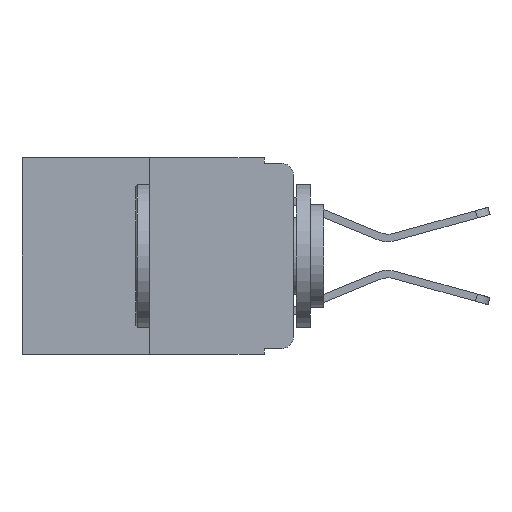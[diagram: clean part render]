
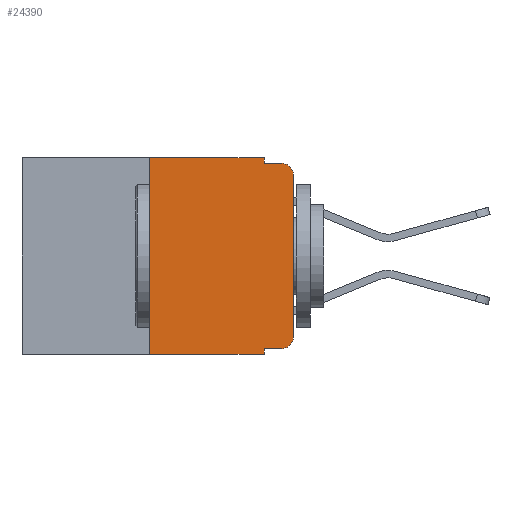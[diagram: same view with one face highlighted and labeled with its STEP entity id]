
A CAD part, left-side view. The second image highlights one B-rep face of the part: STEP entity #24390.
In plain terms, the highlighted planar face has unit normal (-1, 0, 0).
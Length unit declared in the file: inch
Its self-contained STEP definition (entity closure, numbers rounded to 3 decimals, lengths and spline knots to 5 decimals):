
#643 = ORIENTED_EDGE ( 'NONE', *, *, #3637, .T. ) ;
#684 = DIRECTION ( 'NONE',  ( 0., 0., -1. ) ) ;
#779 = CARTESIAN_POINT ( 'NONE',  ( 0., 0.051, 0. ) ) ;
#1258 = EDGE_CURVE ( 'NONE', #14424, #18197, #18094, .T. ) ;
#1285 = VECTOR ( 'NONE', #11994, 39.37008 ) ;
#1425 = CARTESIAN_POINT ( 'NONE',  ( 0., 0.051, -0.01 ) ) ;
#2037 = VECTOR ( 'NONE', #7131, 39.37008 ) ;
#2148 = CARTESIAN_POINT ( 'NONE',  ( 0., 0., 0. ) ) ;
#2323 = CARTESIAN_POINT ( 'NONE',  ( 0., 0.473, 0. ) ) ;
#2407 = ORIENTED_EDGE ( 'NONE', *, *, #17762, .F. ) ;
#2427 = ORIENTED_EDGE ( 'NONE', *, *, #25605, .F. ) ;
#2431 = LINE ( 'NONE', #18651, #22066 ) ;
#2497 = LINE ( 'NONE', #16846, #14903 ) ;
#2607 = DIRECTION ( 'NONE',  ( -1., 0., 0. ) ) ;
#3637 = EDGE_CURVE ( 'NONE', #5852, #14424, #19834, .T. ) ;
#4471 = VECTOR ( 'NONE', #7906, 39.37008 ) ;
#4777 = EDGE_CURVE ( 'NONE', #25146, #5852, #14656, .T. ) ;
#4818 = CARTESIAN_POINT ( 'NONE',  ( 0., 0.051, -0.333 ) ) ;
#5129 = LINE ( 'NONE', #13379, #2037 ) ;
#5302 = AXIS2_PLACEMENT_3D ( 'NONE', #22547, #2607, #10746 ) ;
#5323 = CARTESIAN_POINT ( 'NONE',  ( 0., 0.051, -0.343 ) ) ;
#5562 = EDGE_LOOP ( 'NONE', ( #643, #18845, #2427, #18556, #2407, #25857, #25908, #14775, #19141, #18327 ) ) ;
#5783 = CARTESIAN_POINT ( 'NONE',  ( 0., 0.051, -0.01 ) ) ;
#5852 = VERTEX_POINT ( 'NONE', #21110 ) ;
#6437 = VERTEX_POINT ( 'NONE', #1425 ) ;
#6896 = LINE ( 'NONE', #23367, #20912 ) ;
#7131 = DIRECTION ( 'NONE',  ( 0., -1., 0. ) ) ;
#7597 = EDGE_CURVE ( 'NONE', #18817, #25146, #5129, .T. ) ;
#7906 = DIRECTION ( 'NONE',  ( 0., -1., 0. ) ) ;
#8078 = DIRECTION ( 'NONE',  ( 0., 0., 1. ) ) ;
#8325 = DIRECTION ( 'NONE',  ( -1., 0., 0. ) ) ;
#8458 = CARTESIAN_POINT ( 'NONE',  ( 0., 0.02, -0.03 ) ) ;
#8834 = VECTOR ( 'NONE', #12623, 39.37008 ) ;
#9300 = VERTEX_POINT ( 'NONE', #5323 ) ;
#10012 = CARTESIAN_POINT ( 'NONE',  ( 0., 0.25, -0.343 ) ) ;
#10052 = CARTESIAN_POINT ( 'NONE',  ( 0., 0., -0.03 ) ) ;
#10444 = EDGE_CURVE ( 'NONE', #18817, #9300, #2431, .T. ) ;
#10597 = DIRECTION ( 'NONE',  ( 1., 0., 0. ) ) ;
#10640 = DIRECTION ( 'NONE',  ( 0., -1., 0. ) ) ;
#10746 = DIRECTION ( 'NONE',  ( 0., 0., -1. ) ) ;
#10974 = EDGE_CURVE ( 'NONE', #24596, #9300, #12501, .T. ) ;
#11994 = DIRECTION ( 'NONE',  ( 0., 0., 1. ) ) ;
#12032 = LINE ( 'NONE', #5783, #4471 ) ;
#12061 = CARTESIAN_POINT ( 'NONE',  ( 0., 0.25, 0. ) ) ;
#12238 = VERTEX_POINT ( 'NONE', #20311 ) ;
#12439 = DIRECTION ( 'NONE',  ( 0., 0., -1. ) ) ;
#12501 = LINE ( 'NONE', #24603, #8834 ) ;
#12623 = DIRECTION ( 'NONE',  ( 0., -1., 0. ) ) ;
#13379 = CARTESIAN_POINT ( 'NONE',  ( 0., 0.051, -0.333 ) ) ;
#13798 = FACE_OUTER_BOUND ( 'NONE', #5562, .T. ) ;
#14185 = LINE ( 'NONE', #12061, #18390 ) ;
#14424 = VERTEX_POINT ( 'NONE', #10052 ) ;
#14656 = CIRCLE ( 'NONE', #5302, 0.02 ) ;
#14775 = ORIENTED_EDGE ( 'NONE', *, *, #10444, .F. ) ;
#14903 = VECTOR ( 'NONE', #10640, 39.37008 ) ;
#14991 = EDGE_CURVE ( 'NONE', #20879, #6437, #6896, .T. ) ;
#16846 = CARTESIAN_POINT ( 'NONE',  ( 0., 0.473, 0. ) ) ;
#17762 = EDGE_CURVE ( 'NONE', #12238, #20879, #2497, .T. ) ;
#18094 = CIRCLE ( 'NONE', #21892, 0.02 ) ;
#18197 = VERTEX_POINT ( 'NONE', #22541 ) ;
#18327 = ORIENTED_EDGE ( 'NONE', *, *, #4777, .T. ) ;
#18390 = VECTOR ( 'NONE', #8078, 39.37008 ) ;
#18522 = AXIS2_PLACEMENT_3D ( 'NONE', #2323, #10597, #12439 ) ;
#18556 = ORIENTED_EDGE ( 'NONE', *, *, #14991, .F. ) ;
#18651 = CARTESIAN_POINT ( 'NONE',  ( 0., 0.051, 0. ) ) ;
#18817 = VERTEX_POINT ( 'NONE', #4818 ) ;
#18845 = ORIENTED_EDGE ( 'NONE', *, *, #1258, .T. ) ;
#19141 = ORIENTED_EDGE ( 'NONE', *, *, #7597, .T. ) ;
#19834 = LINE ( 'NONE', #2148, #1285 ) ;
#20311 = CARTESIAN_POINT ( 'NONE',  ( 0., 0.25, 0. ) ) ;
#20879 = VERTEX_POINT ( 'NONE', #779 ) ;
#20912 = VECTOR ( 'NONE', #20966, 39.37008 ) ;
#20916 = PLANE ( 'NONE',  #18522 ) ;
#20966 = DIRECTION ( 'NONE',  ( 0., 0., -1. ) ) ;
#21110 = CARTESIAN_POINT ( 'NONE',  ( 0., 0., -0.313 ) ) ;
#21310 = EDGE_CURVE ( 'NONE', #24596, #12238, #14185, .T. ) ;
#21892 = AXIS2_PLACEMENT_3D ( 'NONE', #8458, #8325, #22542 ) ;
#22066 = VECTOR ( 'NONE', #684, 39.37008 ) ;
#22541 = CARTESIAN_POINT ( 'NONE',  ( 0., 0.02, -0.01 ) ) ;
#22542 = DIRECTION ( 'NONE',  ( 0., 0., -1. ) ) ;
#22547 = CARTESIAN_POINT ( 'NONE',  ( 0., 0.02, -0.313 ) ) ;
#23367 = CARTESIAN_POINT ( 'NONE',  ( 0., 0.051, 0. ) ) ;
#23801 = CARTESIAN_POINT ( 'NONE',  ( 0., 0.02, -0.333 ) ) ;
#24390 = ADVANCED_FACE ( 'NONE', ( #13798 ), #20916, .F. ) ;
#24596 = VERTEX_POINT ( 'NONE', #10012 ) ;
#24603 = CARTESIAN_POINT ( 'NONE',  ( 0., 0.473, -0.343 ) ) ;
#25146 = VERTEX_POINT ( 'NONE', #23801 ) ;
#25605 = EDGE_CURVE ( 'NONE', #6437, #18197, #12032, .T. ) ;
#25857 = ORIENTED_EDGE ( 'NONE', *, *, #21310, .F. ) ;
#25908 = ORIENTED_EDGE ( 'NONE', *, *, #10974, .T. ) ;
